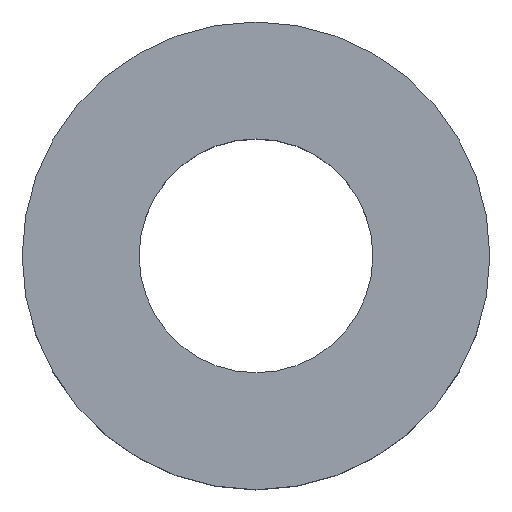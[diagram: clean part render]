
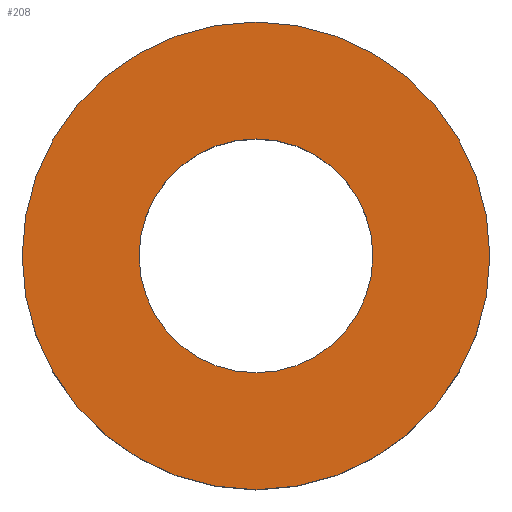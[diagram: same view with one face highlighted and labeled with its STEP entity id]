
A CAD part, top view. The second image highlights one B-rep face of the part: STEP entity #208.
In plain terms, the highlighted planar face has unit normal (0, 0, 1).
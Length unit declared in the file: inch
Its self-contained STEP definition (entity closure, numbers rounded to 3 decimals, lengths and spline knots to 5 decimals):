
#2 = AXIS2_PLACEMENT_3D ( 'NONE', #94, #95, #96 ) ;
#6 = EDGE_LOOP ( 'NONE', ( #32, #35 ) ) ;
#9 = EDGE_LOOP ( 'NONE', ( #34, #36 ) ) ;
#32 = ORIENTED_EDGE ( 'NONE', *, *, #201, .T. ) ;
#34 = ORIENTED_EDGE ( 'NONE', *, *, #198, .F. ) ;
#35 = ORIENTED_EDGE ( 'NONE', *, *, #193, .T. ) ;
#36 = ORIENTED_EDGE ( 'NONE', *, *, #202, .F. ) ;
#38 = VERTEX_POINT ( 'NONE', #46 ) ;
#39 = VERTEX_POINT ( 'NONE', #47 ) ;
#42 = VERTEX_POINT ( 'NONE', #50 ) ;
#43 = VERTEX_POINT ( 'NONE', #51 ) ;
#46 = CARTESIAN_POINT ( 'NONE',  ( -0.09375, 0., 0.125 ) ) ;
#47 = CARTESIAN_POINT ( 'NONE',  ( 0.09375, 0., 0.125 ) ) ;
#50 = CARTESIAN_POINT ( 'NONE',  ( 0.1875, 0., 0.125 ) ) ;
#51 = CARTESIAN_POINT ( 'NONE',  ( -0.1875, 0., 0.125 ) ) ;
#67 = CARTESIAN_POINT ( 'NONE',  ( 0., 0., 0.125 ) ) ;
#68 = DIRECTION ( 'NONE',  ( 0., 0., 1. ) ) ;
#69 = DIRECTION ( 'NONE',  ( 1., 0., 0. ) ) ;
#82 = CARTESIAN_POINT ( 'NONE',  ( 0., 0., 0.125 ) ) ;
#83 = DIRECTION ( 'NONE',  ( 0., 0., 1. ) ) ;
#84 = DIRECTION ( 'NONE',  ( 1., 0., 0. ) ) ;
#88 = CARTESIAN_POINT ( 'NONE',  ( 0., 0., 0.125 ) ) ;
#92 = DIRECTION ( 'NONE',  ( 0., 0., 1. ) ) ;
#93 = DIRECTION ( 'NONE',  ( 1., 0., 0. ) ) ;
#94 = CARTESIAN_POINT ( 'NONE',  ( 0., 0., 0.125 ) ) ;
#95 = DIRECTION ( 'NONE',  ( 0., 0., 1. ) ) ;
#96 = DIRECTION ( 'NONE',  ( 1., 0., 0. ) ) ;
#113 = PLANE ( 'NONE',  #154 ) ;
#114 = CARTESIAN_POINT ( 'NONE',  ( 0., 0., 0.125 ) ) ;
#115 = DIRECTION ( 'NONE',  ( 0., 0., 1. ) ) ;
#116 = DIRECTION ( 'NONE',  ( 1., 0., 0. ) ) ;
#131 = AXIS2_PLACEMENT_3D ( 'NONE', #88, #92, #93 ) ;
#141 = AXIS2_PLACEMENT_3D ( 'NONE', #82, #83, #84 ) ;
#148 = FACE_BOUND ( 'NONE', #9, .T. ) ;
#150 = FACE_OUTER_BOUND ( 'NONE', #6, .T. ) ;
#154 = AXIS2_PLACEMENT_3D ( 'NONE', #114, #115, #116 ) ;
#170 = AXIS2_PLACEMENT_3D ( 'NONE', #67, #68, #69 ) ;
#193 = EDGE_CURVE ( 'NONE', #42, #43, #212, .T. ) ;
#198 = EDGE_CURVE ( 'NONE', #38, #39, #213, .T. ) ;
#201 = EDGE_CURVE ( 'NONE', #43, #42, #215, .T. ) ;
#202 = EDGE_CURVE ( 'NONE', #39, #38, #216, .T. ) ;
#208 = ADVANCED_FACE ( 'NONE', ( #150, #148 ), #113, .T. ) ;
#212 = CIRCLE ( 'NONE', #170, 0.1875 ) ;
#213 = CIRCLE ( 'NONE', #141, 0.09375 ) ;
#215 = CIRCLE ( 'NONE', #131, 0.1875 ) ;
#216 = CIRCLE ( 'NONE', #2, 0.09375 ) ;
